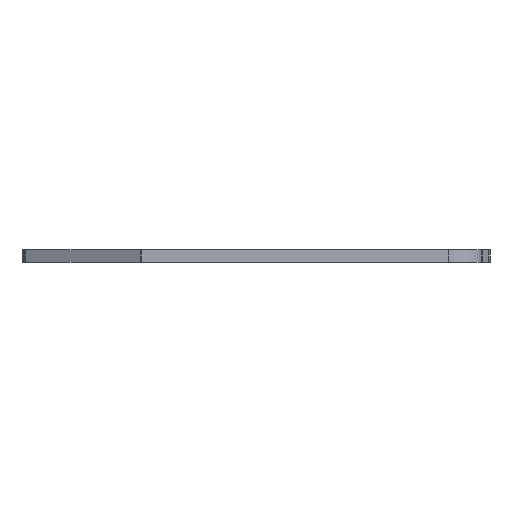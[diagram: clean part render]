
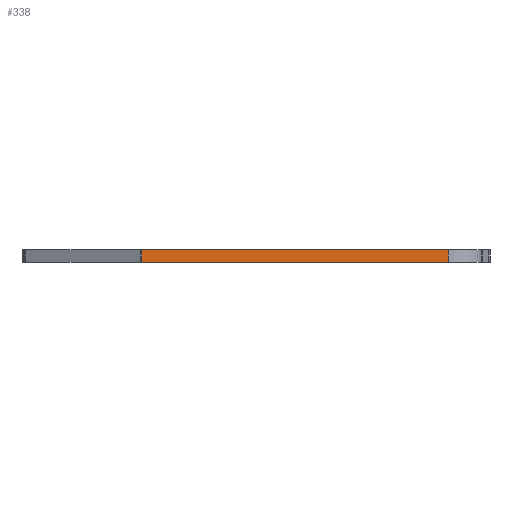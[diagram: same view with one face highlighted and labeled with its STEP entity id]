
A CAD part, left-side view. The second image highlights one B-rep face of the part: STEP entity #338.
In plain terms, the highlighted planar face has unit normal (-1, 0, 0).
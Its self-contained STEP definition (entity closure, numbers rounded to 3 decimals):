
#2 = VERTEX_POINT ( 'NONE', #1097 ) ;
#6 = EDGE_CURVE ( 'NONE', #952, #769, #390, .T. ) ;
#44 = VECTOR ( 'NONE', #381, 1000. ) ;
#48 = DIRECTION ( 'NONE',  ( 0., -1., 0. ) ) ;
#53 = CARTESIAN_POINT ( 'NONE',  ( -36.537, 19.536, 0. ) ) ;
#71 = CARTESIAN_POINT ( 'NONE',  ( -36.537, 10.01, 0. ) ) ;
#129 = EDGE_CURVE ( 'NONE', #2, #671, #659, .T. ) ;
#191 = DIRECTION ( 'NONE',  ( 0., 1., 0. ) ) ;
#275 = FACE_OUTER_BOUND ( 'NONE', #908, .T. ) ;
#276 = DIRECTION ( 'NONE',  ( 1., 0., 0. ) ) ;
#294 = CARTESIAN_POINT ( 'NONE',  ( -36.537, -15.445, 1. ) ) ;
#306 = DIRECTION ( 'NONE',  ( 0., 0., -1. ) ) ;
#330 = EDGE_CURVE ( 'NONE', #952, #671, #774, .T. ) ;
#338 = ADVANCED_FACE ( 'NONE', ( #275 ), #672, .F. ) ;
#363 = CARTESIAN_POINT ( 'NONE',  ( -36.537, 10.01, 1. ) ) ;
#381 = DIRECTION ( 'NONE',  ( 0., 0., 1. ) ) ;
#390 = LINE ( 'NONE', #552, #44 ) ;
#391 = VECTOR ( 'NONE', #48, 1000. ) ;
#447 = VECTOR ( 'NONE', #1125, 1000. ) ;
#462 = EDGE_CURVE ( 'NONE', #769, #2, #946, .T. ) ;
#496 = CARTESIAN_POINT ( 'NONE',  ( -36.537, -15.445, 0. ) ) ;
#552 = CARTESIAN_POINT ( 'NONE',  ( -36.537, 10.01, 1. ) ) ;
#592 = AXIS2_PLACEMENT_3D ( 'NONE', #363, #276, #191 ) ;
#653 = VECTOR ( 'NONE', #306, 1000. ) ;
#659 = LINE ( 'NONE', #294, #653 ) ;
#671 = VERTEX_POINT ( 'NONE', #496 ) ;
#672 = PLANE ( 'NONE',  #592 ) ;
#693 = ORIENTED_EDGE ( 'NONE', *, *, #462, .F. ) ;
#769 = VERTEX_POINT ( 'NONE', #964 ) ;
#774 = LINE ( 'NONE', #53, #391 ) ;
#776 = CARTESIAN_POINT ( 'NONE',  ( -36.537, 10.01, 1. ) ) ;
#854 = ORIENTED_EDGE ( 'NONE', *, *, #6, .F. ) ;
#908 = EDGE_LOOP ( 'NONE', ( #1065, #693, #854, #1098 ) ) ;
#946 = LINE ( 'NONE', #776, #447 ) ;
#952 = VERTEX_POINT ( 'NONE', #71 ) ;
#964 = CARTESIAN_POINT ( 'NONE',  ( -36.537, 10.01, 1. ) ) ;
#1065 = ORIENTED_EDGE ( 'NONE', *, *, #129, .F. ) ;
#1097 = CARTESIAN_POINT ( 'NONE',  ( -36.537, -15.445, 1. ) ) ;
#1098 = ORIENTED_EDGE ( 'NONE', *, *, #330, .T. ) ;
#1125 = DIRECTION ( 'NONE',  ( 0., -1., 0. ) ) ;
